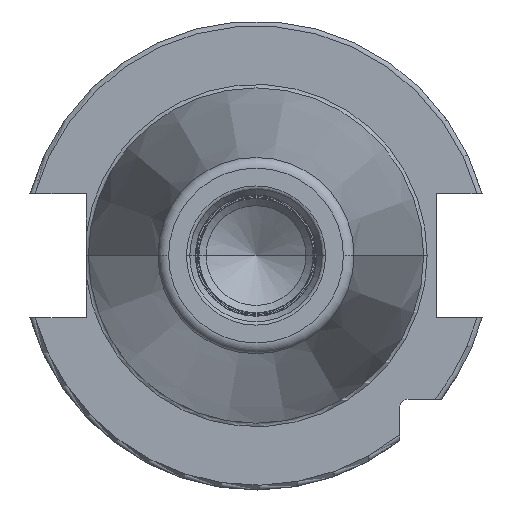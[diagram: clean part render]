
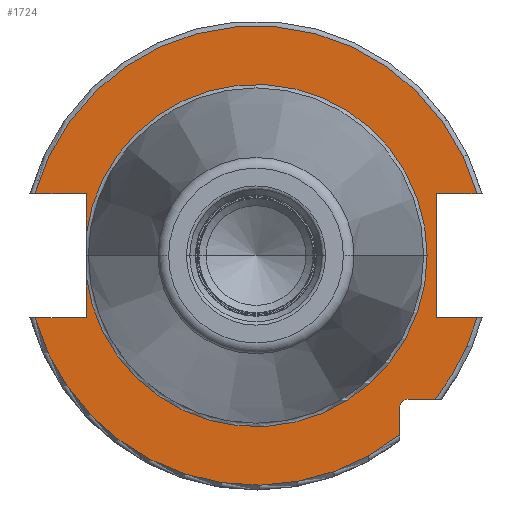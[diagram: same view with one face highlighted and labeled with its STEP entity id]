
A CAD part, left-side view. The second image highlights one B-rep face of the part: STEP entity #1724.
In plain terms, the highlighted planar face has unit normal (-1, 0, 0).
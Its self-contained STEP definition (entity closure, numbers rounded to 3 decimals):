
#117=CARTESIAN_POINT('',(3.2,0.,0.));
#118=DIRECTION('',(-1.,0.,0.));
#119=DIRECTION('',(0.,0.992,-0.124));
#120=AXIS2_PLACEMENT_3D('',#117,#118,#119);
#177=CARTESIAN_POINT('',(3.2,-31.6,-31.6));
#178=DIRECTION('',(1.,0.,0.));
#179=DIRECTION('',(0.,1.,0.));
#180=AXIS2_PLACEMENT_3D('',#177,#178,#179);
#182=DIRECTION('',(0.,-1.,0.));
#183=VECTOR('',#182,5.654);
#184=CARTESIAN_POINT('',(3.2,-31.6,-29.85));
#185=LINE('',#184,#183);
#186=DIRECTION('',(0.,0.,1.));
#187=VECTOR('',#186,5.654);
#188=CARTESIAN_POINT('',(3.2,-29.85,-37.254));
#189=LINE('',#188,#187);
#190=CARTESIAN_POINT('',(3.2,0.,0.));
#191=DIRECTION('',(-1.,0.,0.));
#192=DIRECTION('',(0.,0.963,-0.27));
#193=AXIS2_PLACEMENT_3D('',#190,#191,#192);
#195=DIRECTION('',(0.,-1.,0.));
#196=VECTOR('',#195,10.661);
#197=CARTESIAN_POINT('',(3.2,45.961,-12.9));
#198=LINE('',#197,#196);
#199=DIRECTION('',(0.,0.,-1.));
#200=VECTOR('',#199,8.485);
#201=CARTESIAN_POINT('',(3.2,35.3,-4.415));
#202=LINE('',#201,#200);
#203=DIRECTION('',(0.,0.,-1.));
#204=VECTOR('',#203,8.485);
#205=CARTESIAN_POINT('',(3.2,35.3,12.9));
#206=LINE('',#205,#204);
#207=DIRECTION('',(0.,-1.,0.));
#208=VECTOR('',#207,10.661);
#209=CARTESIAN_POINT('',(3.2,45.961,12.9));
#210=LINE('',#209,#208);
#211=CARTESIAN_POINT('',(3.2,0.,0.));
#212=DIRECTION('',(1.,0.,0.));
#213=DIRECTION('',(0.,0.963,0.27));
#214=AXIS2_PLACEMENT_3D('',#211,#212,#213);
#216=DIRECTION('',(0.,1.,0.));
#217=VECTOR('',#216,8.461);
#218=CARTESIAN_POINT('',(3.2,-45.961,12.9));
#219=LINE('',#218,#217);
#220=DIRECTION('',(0.,0.,1.));
#221=VECTOR('',#220,25.8);
#222=CARTESIAN_POINT('',(3.2,-37.5,-12.9));
#223=LINE('',#222,#221);
#224=DIRECTION('',(0.,1.,0.));
#225=VECTOR('',#224,8.461);
#226=CARTESIAN_POINT('',(3.2,-45.961,-12.9));
#227=LINE('',#226,#225);
#228=CARTESIAN_POINT('',(3.2,0.,0.));
#229=DIRECTION('',(-1.,0.,0.));
#230=DIRECTION('',(0.,-0.78,-0.625));
#231=AXIS2_PLACEMENT_3D('',#228,#229,#230);
#279=CARTESIAN_POINT('',(3.2,-37.254,-29.85));
#891=CARTESIAN_POINT('',(3.2,0.,0.));
#892=DIRECTION('',(1.,0.,0.));
#893=DIRECTION('',(0.,0.992,0.124));
#894=AXIS2_PLACEMENT_3D('',#891,#892,#893);
#1200=CARTESIAN_POINT('',(3.2,-35.575,0.));
#1202=VERTEX_POINT('',#1200);
#1334=CARTESIAN_POINT('',(3.2,45.961,12.9));
#1335=CARTESIAN_POINT('',(3.2,35.3,12.9));
#1336=VERTEX_POINT('',#1334);
#1337=VERTEX_POINT('',#1335);
#1338=CARTESIAN_POINT('',(3.2,35.3,4.415));
#1339=VERTEX_POINT('',#1338);
#1340=CARTESIAN_POINT('',(3.2,35.3,-4.415));
#1341=CARTESIAN_POINT('',(3.2,35.3,-12.9));
#1342=VERTEX_POINT('',#1340);
#1343=VERTEX_POINT('',#1341);
#1344=CARTESIAN_POINT('',(3.2,45.961,-12.9));
#1345=VERTEX_POINT('',#1344);
#1346=CARTESIAN_POINT('',(3.2,-45.961,-12.9));
#1347=CARTESIAN_POINT('',(3.2,-37.5,-12.9));
#1348=VERTEX_POINT('',#1346);
#1349=VERTEX_POINT('',#1347);
#1350=CARTESIAN_POINT('',(3.2,-37.5,12.9));
#1351=VERTEX_POINT('',#1350);
#1352=CARTESIAN_POINT('',(3.2,-45.961,12.9));
#1353=VERTEX_POINT('',#1352);
#1385=CARTESIAN_POINT('',(3.2,-29.85,-37.254));
#1386=VERTEX_POINT('',#1385);
#1391=CARTESIAN_POINT('',(3.2,-29.85,-31.6));
#1392=CARTESIAN_POINT('',(3.2,-31.6,-29.85));
#1393=VERTEX_POINT('',#1391);
#1394=VERTEX_POINT('',#1392);
#1413=VERTEX_POINT('',#279);
#1692=CARTESIAN_POINT('',(3.2,0.,0.));
#1693=DIRECTION('',(1.,0.,0.));
#1694=DIRECTION('',(0.,-1.,0.));
#1695=AXIS2_PLACEMENT_3D('',#1692,#1693,#1694);
#1696=PLANE('',#1695);
#1698=ORIENTED_EDGE('',*,*,#1697,.F.);
#1699=ORIENTED_EDGE('',*,*,#1685,.F.);
#1700=ORIENTED_EDGE('',*,*,#1673,.F.);
#1702=ORIENTED_EDGE('',*,*,#1701,.F.);
#1704=ORIENTED_EDGE('',*,*,#1703,.T.);
#1705=ORIENTED_EDGE('',*,*,#1599,.F.);
#1706=ORIENTED_EDGE('',*,*,#1580,.T.);
#1708=ORIENTED_EDGE('',*,*,#1707,.F.);
#1709=ORIENTED_EDGE('',*,*,#1594,.F.);
#1711=ORIENTED_EDGE('',*,*,#1710,.F.);
#1713=ORIENTED_EDGE('',*,*,#1712,.T.);
#1715=ORIENTED_EDGE('',*,*,#1714,.T.);
#1717=ORIENTED_EDGE('',*,*,#1716,.F.);
#1719=ORIENTED_EDGE('',*,*,#1718,.F.);
#1721=ORIENTED_EDGE('',*,*,#1720,.F.);
#1722=EDGE_LOOP('',(#1698,#1699,#1700,#1702,#1704,#1705,#1706,#1708,#1709,#1711,
#1713,#1715,#1717,#1719,#1721));
#1723=FACE_OUTER_BOUND('',#1722,.F.);
#1724=ADVANCED_FACE('',(#1723),#1696,.F.);
#121=CIRCLE('',#120,35.575);
#181=CIRCLE('',#180,1.75);
#194=CIRCLE('',#193,47.738);
#215=CIRCLE('',#214,47.738);
#232=CIRCLE('',#231,47.738);
#895=CIRCLE('',#894,35.575);
#1580=EDGE_CURVE('',#1342,#1202,#121,.T.);
#1594=EDGE_CURVE('',#1337,#1339,#206,.T.);
#1599=EDGE_CURVE('',#1342,#1343,#202,.T.);
#1673=EDGE_CURVE('',#1386,#1393,#189,.T.);
#1685=EDGE_CURVE('',#1393,#1394,#181,.T.);
#1697=EDGE_CURVE('',#1394,#1413,#185,.T.);
#1701=EDGE_CURVE('',#1345,#1386,#194,.T.);
#1703=EDGE_CURVE('',#1345,#1343,#198,.T.);
#1707=EDGE_CURVE('',#1339,#1202,#895,.T.);
#1710=EDGE_CURVE('',#1336,#1337,#210,.T.);
#1712=EDGE_CURVE('',#1336,#1353,#215,.T.);
#1714=EDGE_CURVE('',#1353,#1351,#219,.T.);
#1716=EDGE_CURVE('',#1349,#1351,#223,.T.);
#1718=EDGE_CURVE('',#1348,#1349,#227,.T.);
#1720=EDGE_CURVE('',#1413,#1348,#232,.T.);
